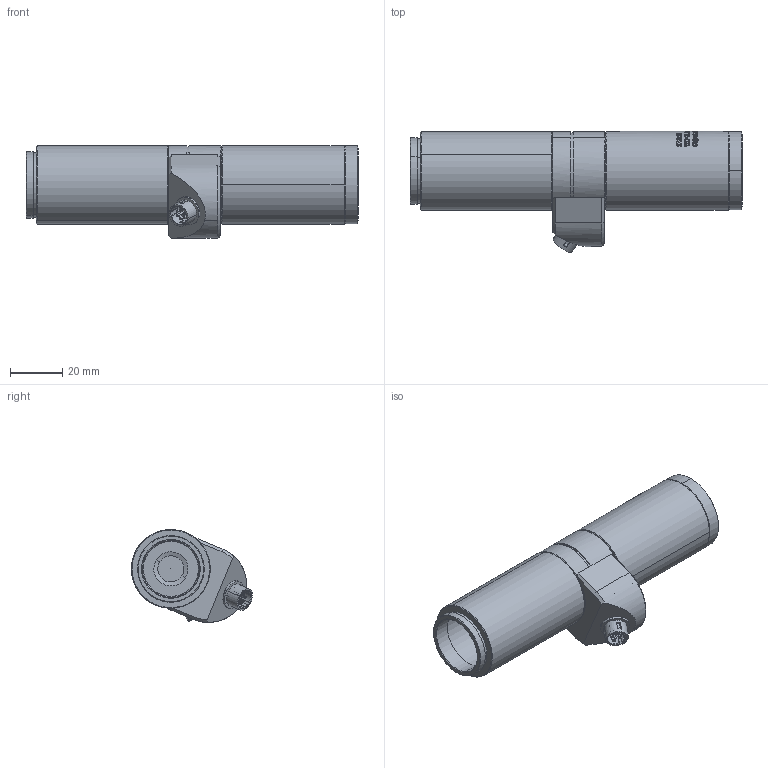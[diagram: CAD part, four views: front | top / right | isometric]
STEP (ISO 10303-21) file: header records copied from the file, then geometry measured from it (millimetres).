
FILE_DESCRIPTION (( 'STEP AP203' ), '1' );
FILE_NAME ('Web Model 34712_Default.step', '2019-06-03T12:49:06', ( '' ), ( '' ), 'SwSTEP 2.0', 'SolidWorks 2018', '' );
FILE_SCHEMA (( 'CONFIG_CONTROL_DESIGN' ));
Length unit declared in the file: millimetre
Products named in the file (1): Web Model 34712_Default
Bounding box: 126.51 x 46.1 x 35.42 mm (x, y, z)
Volume: 66387 mm3; surface area: 23808.3 mm2
Topology: 4 solids, 4 shells, 1047 faces, 2776 edges, 1817 vertices
Faces by surface type: plane 428, bspline 312, cylinder 245, cone 60, torus 2
Entity records: 58992 total; most frequent: CARTESIAN_POINT 35420, ORIENTED_EDGE 5530, DIRECTION 3812, EDGE_CURVE 2765, VERTEX_POINT 1813, AXIS2_PLACEMENT_3D 1370, EDGE_LOOP 1158, LINE 1072
